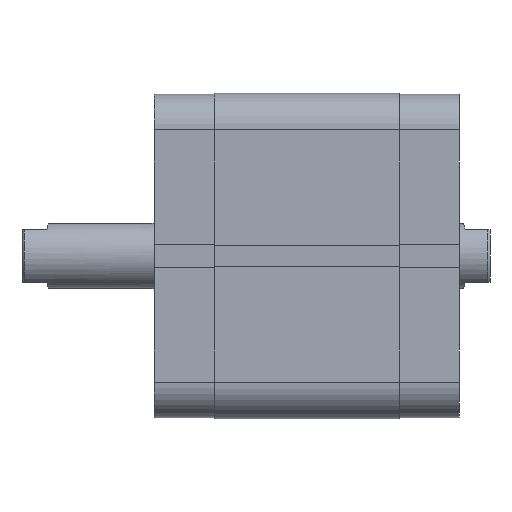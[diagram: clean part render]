
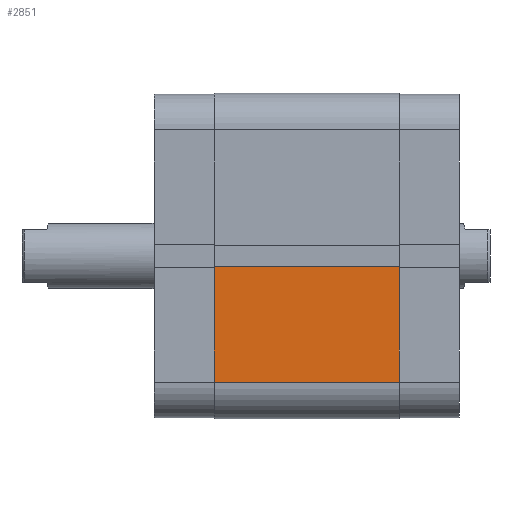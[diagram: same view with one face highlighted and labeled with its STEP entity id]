
A CAD part, front view. The second image highlights one B-rep face of the part: STEP entity #2851.
In plain terms, the highlighted planar face has unit normal (0, -1, 0).
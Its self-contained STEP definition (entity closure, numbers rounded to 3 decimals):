
#1260 = PLANE ( 'NONE',  #5208 ) ;
#1263 = CARTESIAN_POINT ( 'NONE',  ( 0., -40., 45.5 ) ) ;
#1269 = DIRECTION ( 'NONE',  ( 0., 1., 0. ) ) ;
#1270 = DIRECTION ( 'NONE',  ( 0., 0., 1. ) ) ;
#1582 = CARTESIAN_POINT ( 'NONE',  ( -2.6, -40., 45.5 ) ) ;
#1583 = CARTESIAN_POINT ( 'NONE',  ( -2.6, -40., 0. ) ) ;
#1584 = CARTESIAN_POINT ( 'NONE',  ( -31., -40., 45.5 ) ) ;
#1585 = CARTESIAN_POINT ( 'NONE',  ( -31., -40., 0. ) ) ;
#2453 = LINE ( 'NONE', #3475, #2454 ) ;
#2454 = VECTOR ( 'NONE', #3476, 1000. ) ;
#2455 = LINE ( 'NONE', #3479, #2456 ) ;
#2456 = VECTOR ( 'NONE', #3480, 1000. ) ;
#2459 = LINE ( 'NONE', #3477, #2463 ) ;
#2461 = LINE ( 'NONE', #3487, #2462 ) ;
#2462 = VECTOR ( 'NONE', #3489, 1000. ) ;
#2463 = VECTOR ( 'NONE', #3491, 1000. ) ;
#2851 = ADVANCED_FACE ( 'NONE', ( #6399 ), #1260, .F. ) ;
#3475 = CARTESIAN_POINT ( 'NONE',  ( 0., -40., 45.5 ) ) ;
#3476 = DIRECTION ( 'NONE',  ( 1., 0., 0. ) ) ;
#3477 = CARTESIAN_POINT ( 'NONE',  ( 0., -40., 0. ) ) ;
#3479 = CARTESIAN_POINT ( 'NONE',  ( -31., -40., 45.5 ) ) ;
#3480 = DIRECTION ( 'NONE',  ( 0., 0., -1. ) ) ;
#3487 = CARTESIAN_POINT ( 'NONE',  ( -2.6, -40., 45.5 ) ) ;
#3489 = DIRECTION ( 'NONE',  ( 0., 0., -1. ) ) ;
#3491 = DIRECTION ( 'NONE',  ( 1., 0., 0. ) ) ;
#4384 = VERTEX_POINT ( 'NONE', #1582 ) ;
#4385 = VERTEX_POINT ( 'NONE', #1583 ) ;
#4386 = VERTEX_POINT ( 'NONE', #1584 ) ;
#4387 = VERTEX_POINT ( 'NONE', #1585 ) ;
#4818 = EDGE_CURVE ( 'NONE', #4386, #4384, #2453, .T. ) ;
#4819 = EDGE_CURVE ( 'NONE', #4386, #4387, #2455, .T. ) ;
#4822 = EDGE_CURVE ( 'NONE', #4384, #4385, #2461, .T. ) ;
#4823 = EDGE_CURVE ( 'NONE', #4387, #4385, #2459, .T. ) ;
#5208 = AXIS2_PLACEMENT_3D ( 'NONE', #1263, #1269, #1270 ) ;
#5663 = EDGE_LOOP ( 'NONE', ( #6662, #6635, #6638, #6653 ) ) ;
#6399 = FACE_OUTER_BOUND ( 'NONE', #5663, .T. ) ;
#6635 = ORIENTED_EDGE ( 'NONE', *, *, #4822, .F. ) ;
#6638 = ORIENTED_EDGE ( 'NONE', *, *, #4818, .F. ) ;
#6653 = ORIENTED_EDGE ( 'NONE', *, *, #4819, .T. ) ;
#6662 = ORIENTED_EDGE ( 'NONE', *, *, #4823, .T. ) ;
